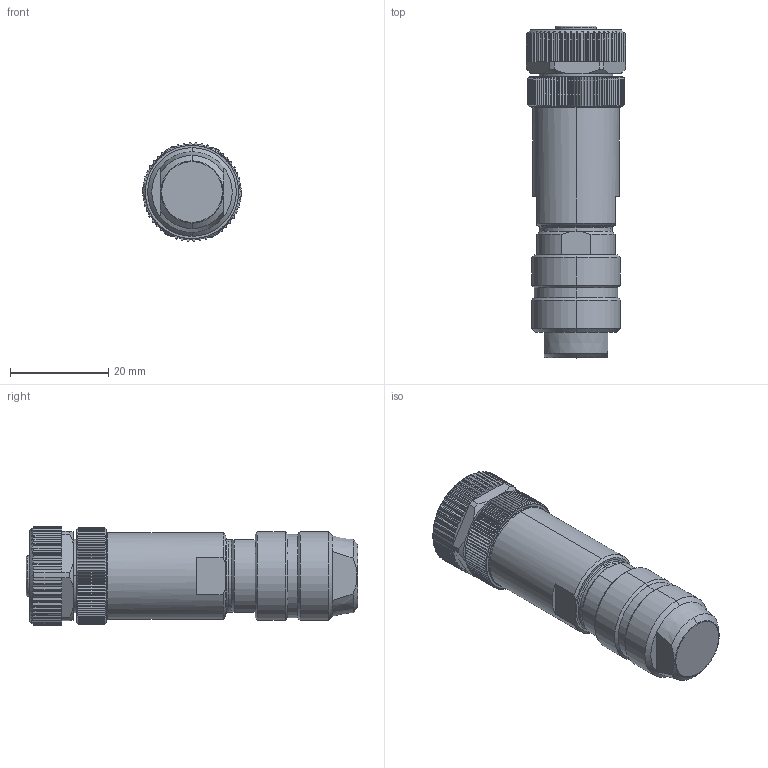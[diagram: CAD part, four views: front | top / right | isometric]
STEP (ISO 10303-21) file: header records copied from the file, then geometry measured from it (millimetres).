
FILE_DESCRIPTION((''),'2;1');
FILE_NAME('CAD-2018A','2021-11-24T08:30:10',('creinig-se'),(''),'CREO PARAMETRIC BY PTC INC, 2019292','CREO PARAMETRIC BY PTC INC, 2019292','');
FILE_SCHEMA(('CONFIG_CONTROL_DESIGN','SHAPE_APPEARANCE_LAYERS_GROUPS'));
Length unit declared in the file: millimetre
Products named in the file (1): CAD-2018A
Bounding box: 20.2 x 67.7 x 20.18 mm (x, y, z)
Volume: 16145.1 mm3; surface area: 5545.3 mm2
Topology: 1 solids, 1 shells, 911 faces, 2276 edges, 1367 vertices
Faces by surface type: plane 383, cone 260, cylinder 251, torus 15, sphere 2
Entity records: 37370 total; most frequent: CARTESIAN_POINT 8132, ORIENTED_EDGE 4528, DIRECTION 4178, PRESENTATION_STYLE_ASSIGNMENT 2398, STYLED_ITEM 2265, CURVE_STYLE 2264, EDGE_CURVE 2264, AXIS2_PLACEMENT_3D 1686
